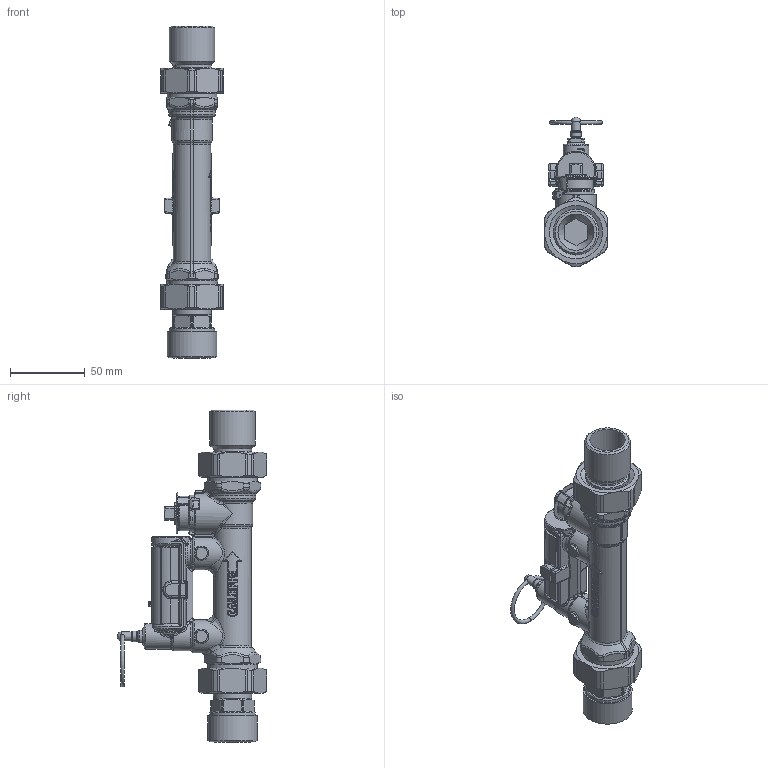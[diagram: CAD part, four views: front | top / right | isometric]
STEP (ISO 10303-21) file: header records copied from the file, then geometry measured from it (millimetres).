
FILE_DESCRIPTION(/* description */ (''),/* implementation_level */ '2;1');
FILE_NAME(/* name */ '132630AFC_Simplify_1.stp',/* time_stamp */ '2025-08-14T13:26:24-05:00',/* author */ ('ischreiner'),/* organization */ (''),/* preprocessor_version */ 'ST-DEVELOPER v20',/* originating_system */ 'Autodesk Inventor 2025',/* authorisation */ '');
FILE_SCHEMA (('AUTOMOTIVE_DESIGN { 1 0 10303 214 3 1 1 }'));
Products named in the file (1): 132630AFC_Simplify_1
Bounding box: 41.91 x 99.98 x 221.57 mm (x, y, z)
Volume: 207932.5 mm3; surface area: 61595.7 mm2
Topology: 7 solids, 7 shells, 1955 faces, 4636 edges, 2646 vertices
Faces by surface type: bspline 961, cylinder 401, plane 308, sphere 107, cone 95, torus 83
Full cylindrical faces by diameter (mm): 2.5 x1, 3 x1, 3.1 x1, 3.3 x1, 4.1 x1, 4.2 x1, 6 x2, 7 x1, 14.5 x1, 17 x1, 21 x1, 22 x1, 22.7 x2, 24 x3, 24.13 x1, 24.2 x1, 25.4 x1, 25.5 x1, 26 x1, 27.94 x1, 30 x1, 30.048 x2, 30.3 x2, 30.48 x3, 32.8 x1, 33.1 x2
Entity records: 112870 total; most frequent: CARTESIAN_POINT 70940, ORIENTED_EDGE 9108, DIRECTION 7153, EDGE_CURVE 4554, AXIS2_PLACEMENT_3D 3103, VERTEX_POINT 2646, EDGE_LOOP 2006, STYLED_ITEM 1962
